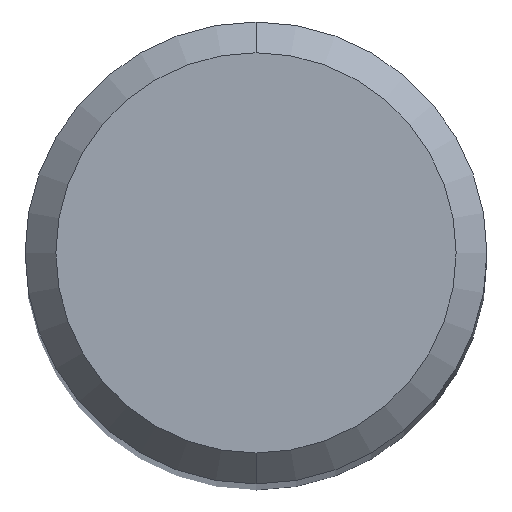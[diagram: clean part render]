
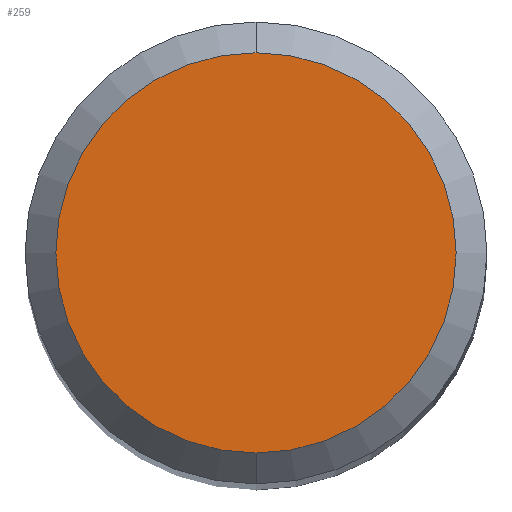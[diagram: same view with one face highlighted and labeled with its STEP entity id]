
A CAD part, top view. The second image highlights one B-rep face of the part: STEP entity #259.
In plain terms, the highlighted planar face has unit normal (0, 0, 1).
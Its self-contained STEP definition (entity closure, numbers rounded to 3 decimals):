
#259=ADVANCED_FACE('',(#607),#608,.T.);
#287=VERTEX_POINT('',#639);
#291=EDGE_CURVE('',#287,#513,#644,.T.);
#481=EDGE_CURVE('',#513,#287,#853,.T.);
#513=VERTEX_POINT('',#892);
#607=FACE_OUTER_BOUND('',#1050,.T.);
#608=PLANE('',#1051);
#639=CARTESIAN_POINT('',(0.,-2.6,0.0));
#644=CIRCLE('',#1094,2.6);
#853=CIRCLE('',#1531,2.6);
#892=CARTESIAN_POINT('',(0.0,2.6,0.0));
#1050=EDGE_LOOP('',(#1679,#1680));
#1051=AXIS2_PLACEMENT_3D('',#1681,#1682,#1683);
#1094=AXIS2_PLACEMENT_3D('',#1725,#1726,#1727);
#1531=AXIS2_PLACEMENT_3D('',#1939,#1940,#1941);
#1679=ORIENTED_EDGE('',*,*,#481,.F.);
#1680=ORIENTED_EDGE('',*,*,#291,.F.);
#1681=CARTESIAN_POINT('',(0.0,1.3,0.0));
#1682=DIRECTION('',(-0.0,0.0,1.0));
#1683=DIRECTION('',(0.0,-1.0,0.0));
#1725=CARTESIAN_POINT('',(0.0,0.0,0.0));
#1726=DIRECTION('',(0.0,0.0,-1.0));
#1727=DIRECTION('',(0.0,1.0,0.0));
#1939=CARTESIAN_POINT('',(0.0,0.0,0.0));
#1940=DIRECTION('',(0.0,0.0,-1.0));
#1941=DIRECTION('',(0.0,1.0,0.0));
